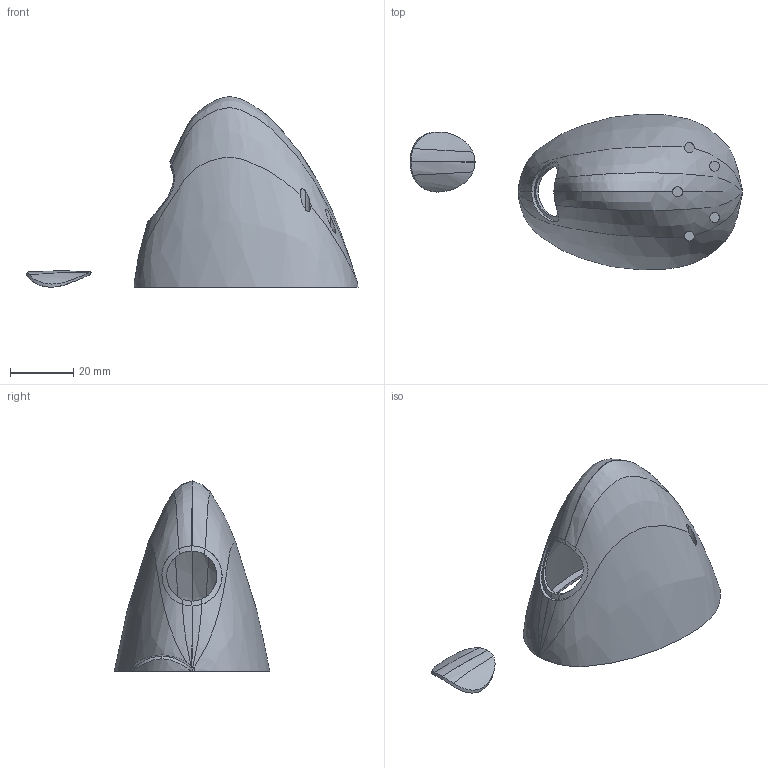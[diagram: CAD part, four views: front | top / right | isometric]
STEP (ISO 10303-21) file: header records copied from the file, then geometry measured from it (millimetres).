
FILE_DESCRIPTION(('STEP AP214'),'1');
FILE_NAME('tmp0.STP','2025-02-14T03:12:45',(' '),(' '),'Spatial InterOp 3D',' ',' ');
FILE_SCHEMA(('automotive_design'));
Length unit declared in the file: inch
Products named in the file (2): 1; 2
Bounding box: 105.13 x 49.28 x 60.28 mm (x, y, z)
Volume: 6576.2 mm3; surface area: 18977.1 mm2
Topology: 2 solids, 2 shells, 160 faces, 496 edges, 344 vertices
Faces by surface type: cylinder 72, bspline 66, plane 22
Entity records: 15548 total; most frequent: CARTESIAN_POINT 10624, ORIENTED_EDGE 992, EDGE_CURVE 496, DIRECTION 380, B_SPLINE_CURVE_WITH_KNOTS 364, VERTEX_POINT 344, EDGE_LOOP 168, STYLED_ITEM 162
